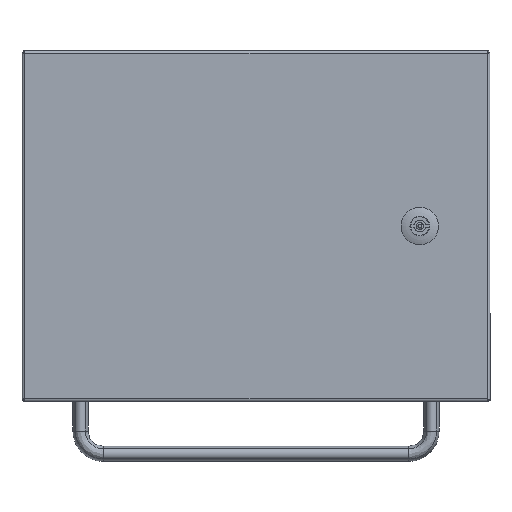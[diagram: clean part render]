
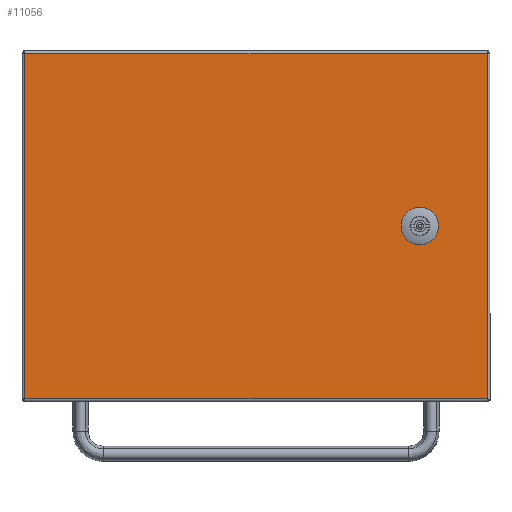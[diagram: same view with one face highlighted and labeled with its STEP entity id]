
A CAD part, top view. The second image highlights one B-rep face of the part: STEP entity #11056.
In plain terms, the highlighted face is planar.
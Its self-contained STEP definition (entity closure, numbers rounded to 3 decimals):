
#751 = EDGE_CURVE ( 'NONE', #28795, #19645, #25368, .T. ) ;
#850 = AXIS2_PLACEMENT_3D ( 'NONE', #13355, #13124, #26223 ) ;
#1467 = EDGE_CURVE ( 'NONE', #30182, #24328, #33544, .T. ) ;
#1483 = DIRECTION ( 'NONE',  ( -1., 0., 0. ) ) ;
#1645 = VERTEX_POINT ( 'NONE', #2264 ) ;
#2264 = CARTESIAN_POINT ( 'NONE',  ( 134.944, 10.05, 0. ) ) ;
#2914 = ORIENTED_EDGE ( 'NONE', *, *, #751, .F. ) ;
#2966 = CARTESIAN_POINT ( 'NONE',  ( 145.056, -10.05, 0. ) ) ;
#3082 = CARTESIAN_POINT ( 'NONE',  ( 197.5, 147.5, 0. ) ) ;
#3534 = VECTOR ( 'NONE', #25294, 1000. ) ;
#4396 = CIRCLE ( 'NONE', #17188, 11.25 ) ;
#5512 = EDGE_CURVE ( 'NONE', #18044, #30182, #30098, .T. ) ;
#5729 = LINE ( 'NONE', #31036, #19346 ) ;
#6174 = CARTESIAN_POINT ( 'NONE',  ( 150.05, 5.056, 0. ) ) ;
#6445 = CARTESIAN_POINT ( 'NONE',  ( 140., 0., 0. ) ) ;
#6765 = CARTESIAN_POINT ( 'NONE',  ( 129.95, 5.056, 0. ) ) ;
#6843 = EDGE_CURVE ( 'NONE', #19973, #18044, #7367, .T. ) ;
#6991 = EDGE_CURVE ( 'NONE', #8446, #13938, #27134, .T. ) ;
#7102 = ORIENTED_EDGE ( 'NONE', *, *, #5512, .T. ) ;
#7187 = DIRECTION ( 'NONE',  ( 0., -1., 0. ) ) ;
#7367 = LINE ( 'NONE', #29312, #17241 ) ;
#7985 = ORIENTED_EDGE ( 'NONE', *, *, #23559, .F. ) ;
#8398 = DIRECTION ( 'NONE',  ( 0., 1., 0. ) ) ;
#8446 = VERTEX_POINT ( 'NONE', #12649 ) ;
#8688 = CARTESIAN_POINT ( 'NONE',  ( -197.5, 147.5, 0. ) ) ;
#8702 = ORIENTED_EDGE ( 'NONE', *, *, #22701, .F. ) ;
#8760 = CARTESIAN_POINT ( 'NONE',  ( 134.944, -10.05, 0. ) ) ;
#9830 = EDGE_LOOP ( 'NONE', ( #18859, #26717, #24327, #15884, #7985, #8702, #32837, #2914 ) ) ;
#10675 = LINE ( 'NONE', #21638, #27123 ) ;
#11045 = CARTESIAN_POINT ( 'NONE',  ( 140., 0., 0. ) ) ;
#11056 = ADVANCED_FACE ( 'NONE', ( #31018, #23185 ), #28544, .F. ) ;
#12649 = CARTESIAN_POINT ( 'NONE',  ( 145.056, 10.05, 0. ) ) ;
#13124 = DIRECTION ( 'NONE',  ( 0., 0., -1. ) ) ;
#13355 = CARTESIAN_POINT ( 'NONE',  ( 140., 0., 0. ) ) ;
#13571 = DIRECTION ( 'NONE',  ( 1., 0., 0. ) ) ;
#13691 = EDGE_CURVE ( 'NONE', #18882, #25973, #18999, .T. ) ;
#13792 = AXIS2_PLACEMENT_3D ( 'NONE', #19503, #30118, #14352 ) ;
#13862 = LINE ( 'NONE', #27124, #23292 ) ;
#13938 = VERTEX_POINT ( 'NONE', #27777 ) ;
#14041 = DIRECTION ( 'NONE',  ( 0., -1., 0. ) ) ;
#14352 = DIRECTION ( 'NONE',  ( -1., 0., 0. ) ) ;
#15428 = DIRECTION ( 'NONE',  ( 0., 0., 1. ) ) ;
#15531 = VECTOR ( 'NONE', #26092, 1000. ) ;
#15884 = ORIENTED_EDGE ( 'NONE', *, *, #6991, .F. ) ;
#16001 = LINE ( 'NONE', #6174, #28332 ) ;
#16298 = DIRECTION ( 'NONE',  ( 1., 0., 0. ) ) ;
#16684 = EDGE_CURVE ( 'NONE', #13938, #18882, #16001, .T. ) ;
#17188 = AXIS2_PLACEMENT_3D ( 'NONE', #6445, #30384, #1483 ) ;
#17241 = VECTOR ( 'NONE', #13571, 1000. ) ;
#17408 = EDGE_CURVE ( 'NONE', #24328, #19973, #10675, .T. ) ;
#17737 = CARTESIAN_POINT ( 'NONE',  ( -200., 150., 0. ) ) ;
#17875 = EDGE_CURVE ( 'NONE', #25973, #28795, #22966, .T. ) ;
#18044 = VERTEX_POINT ( 'NONE', #3082 ) ;
#18859 = ORIENTED_EDGE ( 'NONE', *, *, #17875, .F. ) ;
#18882 = VERTEX_POINT ( 'NONE', #26441 ) ;
#18999 = CIRCLE ( 'NONE', #33298, 11.25 ) ;
#19346 = VECTOR ( 'NONE', #20411, 1000. ) ;
#19503 = CARTESIAN_POINT ( 'NONE',  ( 140., 0., 0. ) ) ;
#19645 = VERTEX_POINT ( 'NONE', #33923 ) ;
#19877 = CARTESIAN_POINT ( 'NONE',  ( 198.743, -147.5, 0. ) ) ;
#19973 = VERTEX_POINT ( 'NONE', #8688 ) ;
#20411 = DIRECTION ( 'NONE',  ( 0., 1., 0. ) ) ;
#20450 = CARTESIAN_POINT ( 'NONE',  ( -197.5, -147.5, 0. ) ) ;
#21107 = AXIS2_PLACEMENT_3D ( 'NONE', #17737, #15428, #25791 ) ;
#21638 = CARTESIAN_POINT ( 'NONE',  ( -197.5, -148.743, 0. ) ) ;
#21779 = CARTESIAN_POINT ( 'NONE',  ( 197.5, -147.5, 0. ) ) ;
#22701 = EDGE_CURVE ( 'NONE', #29428, #1645, #4396, .T. ) ;
#22960 = CARTESIAN_POINT ( 'NONE',  ( 197.5, 148.743, 0. ) ) ;
#22966 = LINE ( 'NONE', #2966, #15531 ) ;
#23185 = FACE_OUTER_BOUND ( 'NONE', #26675, .T. ) ;
#23292 = VECTOR ( 'NONE', #16298, 1000. ) ;
#23559 = EDGE_CURVE ( 'NONE', #1645, #8446, #13862, .T. ) ;
#24276 = ORIENTED_EDGE ( 'NONE', *, *, #17408, .T. ) ;
#24327 = ORIENTED_EDGE ( 'NONE', *, *, #16684, .F. ) ;
#24328 = VERTEX_POINT ( 'NONE', #20450 ) ;
#25294 = DIRECTION ( 'NONE',  ( -1., 0., 0. ) ) ;
#25368 = CIRCLE ( 'NONE', #850, 11.25 ) ;
#25791 = DIRECTION ( 'NONE',  ( 1., 0., 0. ) ) ;
#25973 = VERTEX_POINT ( 'NONE', #28632 ) ;
#26092 = DIRECTION ( 'NONE',  ( -1., 0., 0. ) ) ;
#26223 = DIRECTION ( 'NONE',  ( -1., 0., 0. ) ) ;
#26441 = CARTESIAN_POINT ( 'NONE',  ( 150.05, -5.056, 0. ) ) ;
#26675 = EDGE_LOOP ( 'NONE', ( #30484, #24276, #27480, #7102 ) ) ;
#26717 = ORIENTED_EDGE ( 'NONE', *, *, #13691, .F. ) ;
#27123 = VECTOR ( 'NONE', #8398, 1000. ) ;
#27124 = CARTESIAN_POINT ( 'NONE',  ( 145.056, 10.05, 0. ) ) ;
#27134 = CIRCLE ( 'NONE', #13792, 11.25 ) ;
#27480 = ORIENTED_EDGE ( 'NONE', *, *, #6843, .T. ) ;
#27777 = CARTESIAN_POINT ( 'NONE',  ( 150.05, 5.056, 0. ) ) ;
#28332 = VECTOR ( 'NONE', #14041, 1000. ) ;
#28544 = PLANE ( 'NONE',  #21107 ) ;
#28632 = CARTESIAN_POINT ( 'NONE',  ( 145.056, -10.05, 0. ) ) ;
#28795 = VERTEX_POINT ( 'NONE', #8760 ) ;
#29311 = DIRECTION ( 'NONE',  ( 0., 0., -1. ) ) ;
#29312 = CARTESIAN_POINT ( 'NONE',  ( -198.743, 147.5, 0. ) ) ;
#29428 = VERTEX_POINT ( 'NONE', #6765 ) ;
#29496 = EDGE_CURVE ( 'NONE', #19645, #29428, #5729, .T. ) ;
#30098 = LINE ( 'NONE', #22960, #30875 ) ;
#30118 = DIRECTION ( 'NONE',  ( 0., 0., -1. ) ) ;
#30182 = VERTEX_POINT ( 'NONE', #21779 ) ;
#30384 = DIRECTION ( 'NONE',  ( 0., 0., -1. ) ) ;
#30484 = ORIENTED_EDGE ( 'NONE', *, *, #1467, .T. ) ;
#30875 = VECTOR ( 'NONE', #7187, 1000. ) ;
#31018 = FACE_BOUND ( 'NONE', #9830, .T. ) ;
#31036 = CARTESIAN_POINT ( 'NONE',  ( 129.95, 5.056, 0. ) ) ;
#32085 = DIRECTION ( 'NONE',  ( -1., 0., 0. ) ) ;
#32837 = ORIENTED_EDGE ( 'NONE', *, *, #29496, .F. ) ;
#33298 = AXIS2_PLACEMENT_3D ( 'NONE', #11045, #29311, #32085 ) ;
#33544 = LINE ( 'NONE', #19877, #3534 ) ;
#33923 = CARTESIAN_POINT ( 'NONE',  ( 129.95, -5.056, 0. ) ) ;
